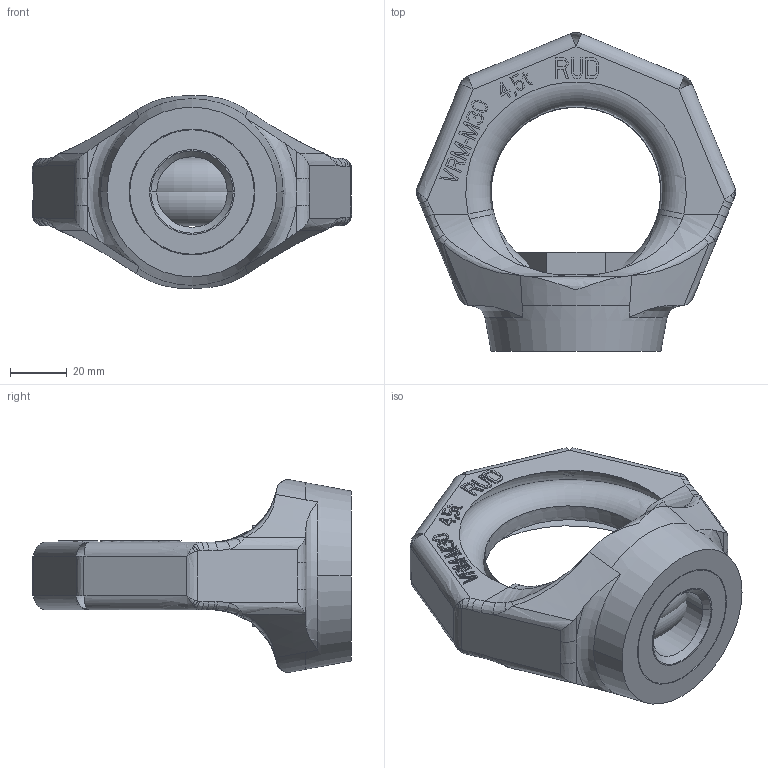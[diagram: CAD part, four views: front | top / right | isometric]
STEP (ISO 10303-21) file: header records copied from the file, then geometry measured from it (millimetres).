
FILE_DESCRIPTION((''),'2;1');
FILE_NAME('001-M12302-ZU1_ASM','2008-01-09T',('Schleif'),('RAND'),'PRO/ENGINEER BY PARAMETRIC TECHNOLOGY CORPORATION, 2005030','PRO/ENGINEER BY PARAMETRIC TECHNOLOGY CORPORATION, 2005030','');
FILE_SCHEMA(('CONFIG_CONTROL_DESIGN'));
Length unit declared in the file: millimetre
Products named in the file (3): 001-M12302-P-1; 001-M12302-P-2; 001-M12302-ZU1_ASM
Assembly tree (2 placements, depth 2):
  001-M12302-ZU1_ASM
    001-M12302-P-1
    001-M12302-P-2
Bounding box: 112.81 x 112.65 x 68.15 mm (x, y, z)
Surface area: 68517 mm2 (no closed solid volume)
Topology: 0 solids, 0 shells, 490 faces, 2686 edges, 2670 vertices
Faces by surface type: bspline 478, torus 6, sphere 6
Entity records: 40684 total; most frequent: CARTESIAN_POINT 16440, DIRECTION 3679, TRIMMED_CURVE 3534, VECTOR 3423, LINE 3423, DEFINITIONAL_REPRESENTATION 2656, PCURVE 2656, COMPOSITE_CURVE_SEGMENT 2656
